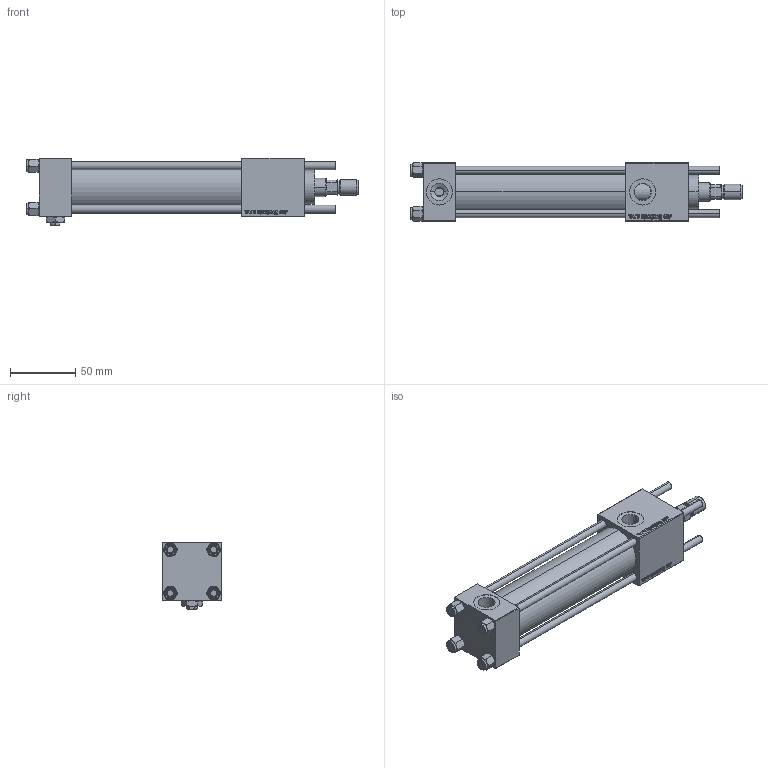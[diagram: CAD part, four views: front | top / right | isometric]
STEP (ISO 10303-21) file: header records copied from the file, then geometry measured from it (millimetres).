
FILE_DESCRIPTION (( 'STEP AP203' ), '1' );
FILE_NAME ('5117.STEP', '2023-10-24T09:43:32', ( '' ), ( '' ), 'SwSTEP 2.0', 'SolidWorks 2019', '' );
FILE_SCHEMA (( 'CONFIG_CONTROL_DESIGN' ));
Length unit declared in the file: millimetre
Products named in the file (8): V215CR_VCP_B 4986a05c98fe1932f264da7c541b315a; 5117; V215CR_B_TYCINKA 4986a05c98fe1932f264da7c541b315a; V215_VC_A 4986a05c98fe1932f264da7c541b315a; NUT_M5_B 4986a05c98fe1932f264da7c541b315a; V215CR_B-1 4986a05c98fe1932f264da7c541b315a; Zatka_pro_OIL_PORT 4986a05c98fe1932f264da7c541b315a; ROD_END_AH 4986a05c98fe1932f264da7c541b315a
Assembly tree (13 placements, depth 2):
  5117
    V215CR_B-1 4986a05c98fe1932f264da7c541b315a
    V215CR_VCP_B 4986a05c98fe1932f264da7c541b315a
    NUT_M5_B 4986a05c98fe1932f264da7c541b315a  x4
    V215CR_B_TYCINKA 4986a05c98fe1932f264da7c541b315a  x4
    V215_VC_A 4986a05c98fe1932f264da7c541b315a
    ROD_END_AH 4986a05c98fe1932f264da7c541b315a
    Zatka_pro_OIL_PORT 4986a05c98fe1932f264da7c541b315a
Bounding box: 254 x 45 x 52 mm (x, y, z)
Volume: 247000.6 mm3; surface area: 101643.4 mm2
Topology: 13 solids, 13 shells, 1222 faces, 3084 edges, 1995 vertices
Faces by surface type: bspline 504, plane 458, cone 162, cylinder 88, torus 10
Entity records: 59020 total; most frequent: CARTESIAN_POINT 34636, ORIENTED_EDGE 5660, DIRECTION 3202, EDGE_CURVE 2830, VERTEX_POINT 1851, VECTOR 1496, LINE 1496, EDGE_LOOP 1231
